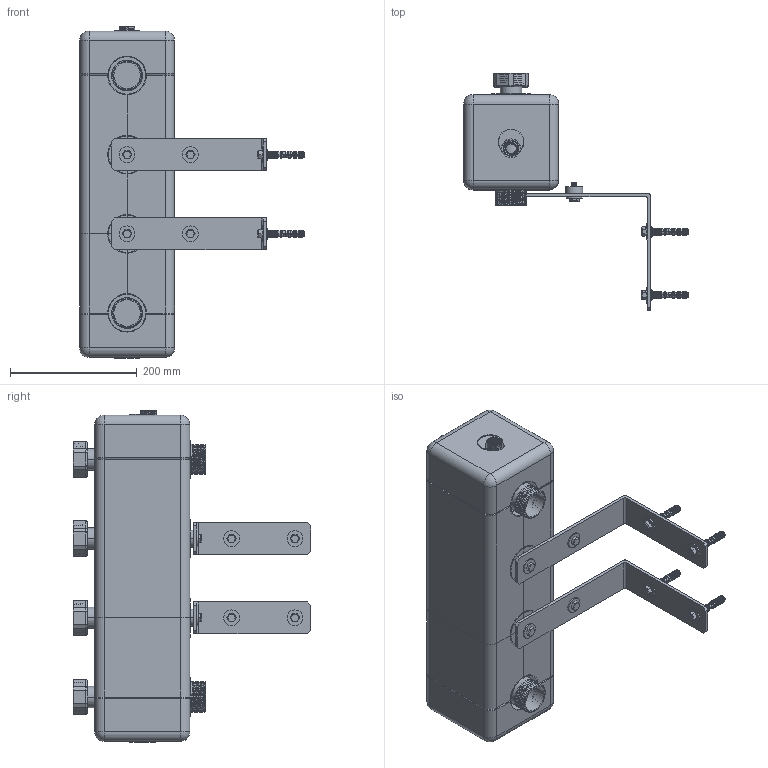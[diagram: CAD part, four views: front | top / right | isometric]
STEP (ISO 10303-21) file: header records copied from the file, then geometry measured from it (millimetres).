
FILE_DESCRIPTION((''),'2;1');
FILE_NAME('08_016_200_ASM','2018-01-24T',('Uros.Kriznik'),('Audax d.o.o.'),'CREO PARAMETRIC BY PTC INC, 2017020','CREO PARAMETRIC BY PTC INC, 2017020','');
FILE_SCHEMA(('CONFIG_CONTROL_DESIGN'));
Products named in the file (29): 08_016_001; 08_016_002; 08_016_003; 08_013_016; 08_010_002; 08_001_008; 08_016_004; 08_016_005; 08_001_017; 08_001_018; 08_016_006; 08_016_007; 08_016_008; 08_014_014; 5IZOLKONCNIEPP80_AF0; 5IZOLVMESNIEPP80_CELA_AF0; 5IZOLVMESNIEPP80_CELA_AF1; 5IZOLVMESNIEPP80_REZANA1_AF0; 5IZOLVMESNIEPP80_REZANA1_AF1; 5IZOLKONCNIEPP80_AF1; 08_016_200_IZOLACIJA_ASM; 08_001_033_OJACAN; VLOZEK_ZIDNI; PODLOZKA; PODLOZKA_GUMA; VIJAK_M10; VIJAK_ZIDNI; NOSILEC_KOMPLET_ASM; 08_016_200_ASM
Assembly tree (51 placements, depth 3):
  08_016_200_ASM
    08_016_001
    08_016_002
    08_016_003
    08_013_016  x2
    08_010_002  x2
    08_001_008  x2
    08_016_004  x5
    08_016_005  x2
    08_001_017  x4
    08_001_018  x4
    08_016_006
    08_016_007
    08_016_008
    08_014_014  x2
    08_016_200_IZOLACIJA_ASM
      5IZOLKONCNIEPP80_AF0
      5IZOLVMESNIEPP80_CELA_AF0
      5IZOLVMESNIEPP80_CELA_AF1
      5IZOLVMESNIEPP80_REZANA1_AF0
      5IZOLVMESNIEPP80_REZANA1_AF1
      5IZOLKONCNIEPP80_AF1
    NOSILEC_KOMPLET_ASM  x2
      08_001_033_OJACAN
      VLOZEK_ZIDNI
      PODLOZKA
      PODLOZKA_GUMA
      VIJAK_M10
      VIJAK_ZIDNI
Bounding box: 355 x 375 x 524 mm (x, y, z)
Volume: 8689136.5 mm3; surface area: 1493989.7 mm2
Topology: 61 solids, 69 shells, 2278 faces, 6011 edges, 3916 vertices
Faces by surface type: cylinder 1155, plane 833, bspline 182, cone 76, torus 24, sphere 8
Entity records: 70777 total; most frequent: CARTESIAN_POINT 44364, ORIENTED_EDGE 5514, DIRECTION 5250, EDGE_CURVE 2763, AXIS2_PLACEMENT_3D 1875, VERTEX_POINT 1815, VECTOR 1500, LINE 1500
